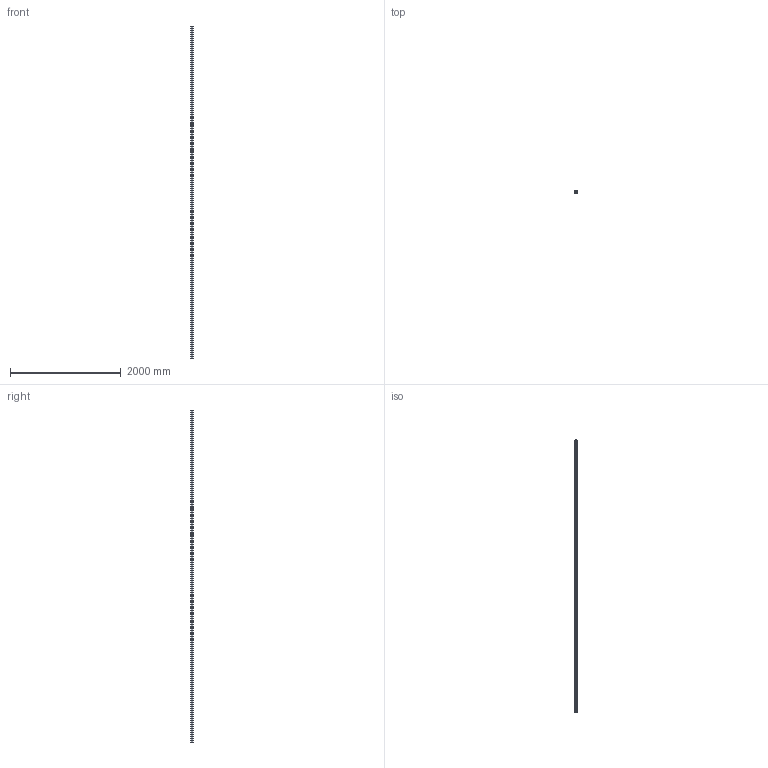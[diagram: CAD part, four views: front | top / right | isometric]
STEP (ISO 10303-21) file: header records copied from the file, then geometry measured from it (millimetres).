
FILE_DESCRIPTION (( 'STEP AP203' ), '1' );
FILE_NAME ('A01-7.STEP', '2018-04-02T17:15:45', ( 'User2' ), ( '' ), 'SwSTEP 2.0', 'SolidWorks 2007', '' );
FILE_SCHEMA (( 'CONFIG_CONTROL_DESIGN' ));
Length unit declared in the file: millimetre
Products named in the file (1): A01-7
Bounding box: 50 x 50 x 6000 mm (x, y, z)
Volume: 5216858.9 mm3; surface area: 4081166.9 mm2
Topology: 1 solids, 1 shells, 84 faces, 246 edges, 164 vertices
Faces by surface type: plane 79, cylinder 5
Entity records: 2845 total; most frequent: CARTESIAN_POINT 495, ORIENTED_EDGE 492, DIRECTION 426, EDGE_CURVE 246, VECTOR 236, LINE 236, VERTEX_POINT 164, EDGE_LOOP 98
